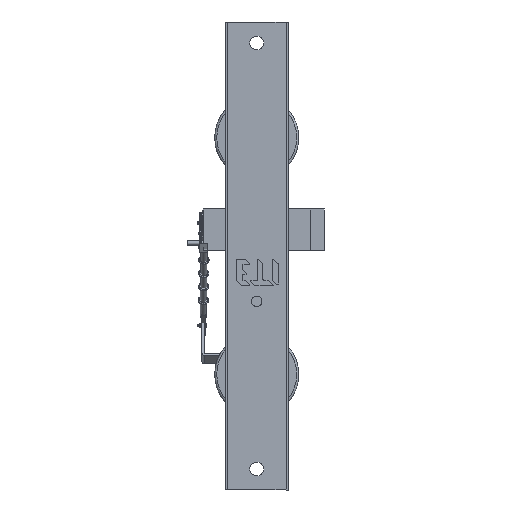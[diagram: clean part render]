
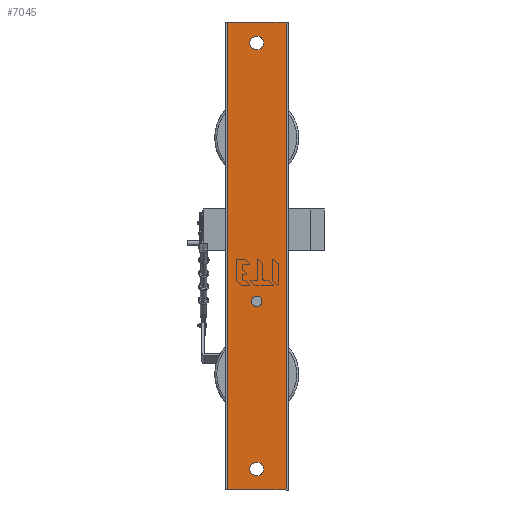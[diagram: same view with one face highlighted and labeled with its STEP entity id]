
A CAD part, front view. The second image highlights one B-rep face of the part: STEP entity #7045.
In plain terms, the highlighted face is planar.
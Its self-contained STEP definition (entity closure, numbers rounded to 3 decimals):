
#5694=DIRECTION('',(0.,1.,0.));
#5695=VECTOR('',#5694,56.);
#5696=CARTESIAN_POINT('',(0.,2.,18.));
#5697=LINE('',#5696,#5695);
#5936=DIRECTION('',(0.,1.,0.));
#5937=VECTOR('',#5936,56.);
#5938=CARTESIAN_POINT('',(445.,2.,18.));
#5939=LINE('',#5938,#5937);
#5940=DIRECTION('',(1.,0.,0.));
#5941=VECTOR('',#5940,445.);
#5942=CARTESIAN_POINT('',(0.,2.,18.));
#5943=LINE('',#5942,#5941);
#5944=CARTESIAN_POINT('',(425.,30.,18.));
#5945=DIRECTION('',(0.,0.,-1.));
#5946=DIRECTION('',(1.,0.,0.));
#5947=AXIS2_PLACEMENT_3D('',#5944,#5945,#5946);
#5949=CARTESIAN_POINT('',(425.,30.,18.));
#5950=DIRECTION('',(0.,0.,-1.));
#5951=DIRECTION('',(-1.,0.,0.));
#5952=AXIS2_PLACEMENT_3D('',#5949,#5950,#5951);
#5954=CARTESIAN_POINT('',(20.,30.,18.));
#5955=DIRECTION('',(0.,0.,-1.));
#5956=DIRECTION('',(1.,0.,0.));
#5957=AXIS2_PLACEMENT_3D('',#5954,#5955,#5956);
#5959=CARTESIAN_POINT('',(20.,30.,18.));
#5960=DIRECTION('',(0.,0.,-1.));
#5961=DIRECTION('',(-1.,0.,0.));
#5962=AXIS2_PLACEMENT_3D('',#5959,#5960,#5961);
#5964=CARTESIAN_POINT('',(179.356,30.,18.));
#5965=DIRECTION('',(0.,0.,-1.));
#5966=DIRECTION('',(-1.,0.,0.));
#5967=AXIS2_PLACEMENT_3D('',#5964,#5965,#5966);
#5969=CARTESIAN_POINT('',(179.356,30.,18.));
#5970=DIRECTION('',(0.,0.,-1.));
#5971=DIRECTION('',(1.,0.,0.));
#5972=AXIS2_PLACEMENT_3D('',#5969,#5970,#5971);
#5978=DIRECTION('',(1.,0.,0.));
#5979=VECTOR('',#5978,445.);
#5980=CARTESIAN_POINT('',(0.,58.,18.));
#5981=LINE('',#5980,#5979);
#6496=CARTESIAN_POINT('',(0.,2.,18.));
#6497=VERTEX_POINT('',#6496);
#6498=CARTESIAN_POINT('',(0.,58.,18.));
#6499=VERTEX_POINT('',#6498);
#6508=CARTESIAN_POINT('',(445.,58.,18.));
#6509=VERTEX_POINT('',#6508);
#6510=CARTESIAN_POINT('',(445.,2.,18.));
#6511=VERTEX_POINT('',#6510);
#6622=CARTESIAN_POINT('',(431.5,30.,18.));
#6623=CARTESIAN_POINT('',(418.5,30.,18.));
#6624=VERTEX_POINT('',#6622);
#6625=VERTEX_POINT('',#6623);
#6626=CARTESIAN_POINT('',(26.5,30.,18.));
#6627=CARTESIAN_POINT('',(13.5,30.,18.));
#6628=VERTEX_POINT('',#6626);
#6629=VERTEX_POINT('',#6627);
#6630=CARTESIAN_POINT('',(174.356,30.,18.));
#6631=CARTESIAN_POINT('',(184.356,30.,18.));
#6632=VERTEX_POINT('',#6630);
#6633=VERTEX_POINT('',#6631);
#7015=CARTESIAN_POINT('',(150.,30.,18.));
#7016=DIRECTION('',(0.,0.,1.));
#7017=DIRECTION('',(1.,0.,0.));
#7018=AXIS2_PLACEMENT_3D('',#7015,#7016,#7017);
#7019=PLANE('',#7018);
#7020=ORIENTED_EDGE('',*,*,#6815,.T.);
#7022=ORIENTED_EDGE('',*,*,#7021,.F.);
#7023=ORIENTED_EDGE('',*,*,#6764,.F.);
#7025=ORIENTED_EDGE('',*,*,#7024,.T.);
#7026=EDGE_LOOP('',(#7020,#7022,#7023,#7025));
#7027=FACE_OUTER_BOUND('',#7026,.F.);
#7028=ORIENTED_EDGE('',*,*,#6998,.T.);
#7030=ORIENTED_EDGE('',*,*,#7029,.T.);
#7031=EDGE_LOOP('',(#7028,#7030));
#7032=FACE_BOUND('',#7031,.F.);
#7034=ORIENTED_EDGE('',*,*,#7033,.T.);
#7036=ORIENTED_EDGE('',*,*,#7035,.T.);
#7037=EDGE_LOOP('',(#7034,#7036));
#7038=FACE_BOUND('',#7037,.F.);
#7040=ORIENTED_EDGE('',*,*,#7039,.T.);
#7042=ORIENTED_EDGE('',*,*,#7041,.T.);
#7043=EDGE_LOOP('',(#7040,#7042));
#7044=FACE_BOUND('',#7043,.F.);
#5948=CIRCLE('',#5947,6.5);
#5953=CIRCLE('',#5952,6.5);
#5958=CIRCLE('',#5957,6.5);
#5963=CIRCLE('',#5962,6.5);
#5968=CIRCLE('',#5967,5.);
#5973=CIRCLE('',#5972,5.);
#6764=EDGE_CURVE('',#6497,#6499,#5697,.T.);
#6815=EDGE_CURVE('',#6511,#6509,#5939,.T.);
#6998=EDGE_CURVE('',#6624,#6625,#5948,.T.);
#7021=EDGE_CURVE('',#6499,#6509,#5981,.T.);
#7024=EDGE_CURVE('',#6497,#6511,#5943,.T.);
#7029=EDGE_CURVE('',#6625,#6624,#5953,.T.);
#7033=EDGE_CURVE('',#6628,#6629,#5958,.T.);
#7035=EDGE_CURVE('',#6629,#6628,#5963,.T.);
#7039=EDGE_CURVE('',#6632,#6633,#5968,.T.);
#7041=EDGE_CURVE('',#6633,#6632,#5973,.T.);
#7045=ADVANCED_FACE('',(#7027,#7032,#7038,#7044),#7019,.F.);
